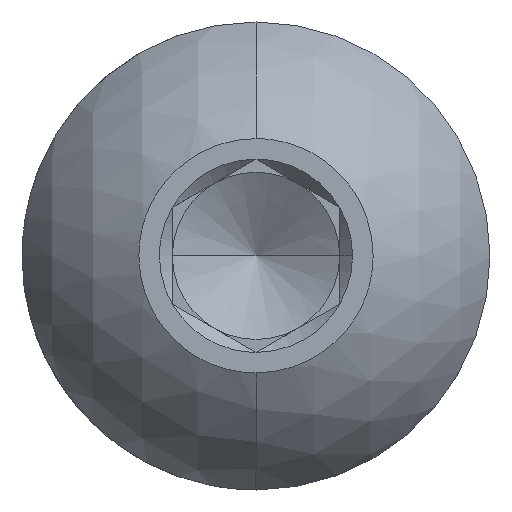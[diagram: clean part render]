
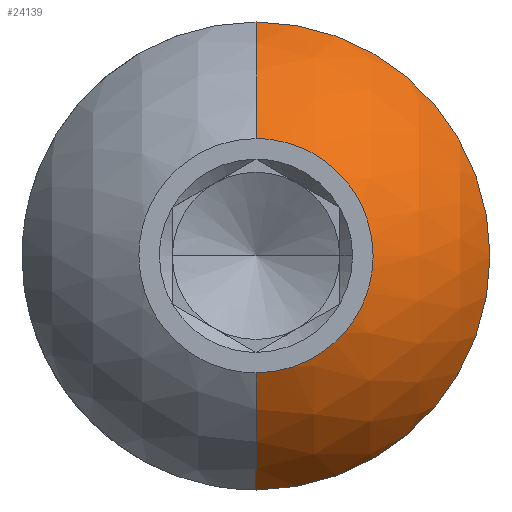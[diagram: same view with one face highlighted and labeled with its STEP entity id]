
A CAD part, top view. The second image highlights one B-rep face of the part: STEP entity #24139.
In plain terms, the highlighted spherical face has radius 6.1 mm.
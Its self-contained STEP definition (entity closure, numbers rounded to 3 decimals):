
#24012=AXIS2_PLACEMENT_3D('Circle Axis2P3D',#24010,#24011,$) ;
#24096=AXIS2_PLACEMENT_3D('Circle Axis2P3D',#24094,#24095,$) ;
#24110=AXIS2_PLACEMENT_3D('Sphere Axis2P3D',#24107,#24108,#24109) ;
#24114=AXIS2_PLACEMENT_3D('Circle Axis2P3D',#24112,#24113,$) ;
#24119=AXIS2_PLACEMENT_3D('Circle Axis2P3D',#24117,#24118,$) ;
#58=CARTESIAN_POINT('Vertex',(0.,2.778,17.551)) ;
#85=CARTESIAN_POINT('Vertex',(0.,-2.778,17.551)) ;
#89=CARTESIAN_POINT('Control Point',(0.,-2.778,17.551)) ;
#90=CARTESIAN_POINT('Control Point',(0.012,-2.778,17.551)) ;
#91=CARTESIAN_POINT('Control Point',(0.024,-2.778,17.551)) ;
#92=CARTESIAN_POINT('Control Point',(0.025,-2.778,17.551)) ;
#93=CARTESIAN_POINT('Control Point',(0.16,-2.776,17.551)) ;
#94=CARTESIAN_POINT('Control Point',(0.295,-2.767,17.551)) ;
#95=CARTESIAN_POINT('Control Point',(0.42,-2.751,17.551)) ;
#96=CARTESIAN_POINT('Control Point',(0.751,-2.688,17.551)) ;
#97=CARTESIAN_POINT('Control Point',(1.07,-2.577,17.551)) ;
#98=CARTESIAN_POINT('Control Point',(1.261,-2.489,17.551)) ;
#99=CARTESIAN_POINT('Control Point',(1.604,-2.29,17.551)) ;
#100=CARTESIAN_POINT('Control Point',(1.904,-2.036,17.551)) ;
#101=CARTESIAN_POINT('Control Point',(2.034,-1.906,17.551)) ;
#102=CARTESIAN_POINT('Control Point',(2.3,-1.592,17.551)) ;
#103=CARTESIAN_POINT('Control Point',(2.501,-1.24,17.551)) ;
#104=CARTESIAN_POINT('Control Point',(2.592,-1.035,17.551)) ;
#105=CARTESIAN_POINT('Control Point',(2.701,-0.706,17.551)) ;
#106=CARTESIAN_POINT('Control Point',(2.758,-0.368,17.551)) ;
#107=CARTESIAN_POINT('Control Point',(2.771,-0.245,17.551)) ;
#108=CARTESIAN_POINT('Control Point',(2.778,-0.123,17.551)) ;
#109=CARTESIAN_POINT('Control Point',(2.778,0.,17.551)) ;
#110=CARTESIAN_POINT('Vertex',(2.778,0.,17.551)) ;
#114=CARTESIAN_POINT('Control Point',(2.778,0.,17.551)) ;
#115=CARTESIAN_POINT('Control Point',(2.778,0.002,17.551)) ;
#116=CARTESIAN_POINT('Control Point',(2.778,0.004,17.551)) ;
#117=CARTESIAN_POINT('Control Point',(2.778,0.004,17.551)) ;
#118=CARTESIAN_POINT('Control Point',(2.778,0.217,17.551)) ;
#119=CARTESIAN_POINT('Control Point',(2.757,0.43,17.551)) ;
#120=CARTESIAN_POINT('Control Point',(2.716,0.64,17.551)) ;
#121=CARTESIAN_POINT('Control Point',(2.594,1.051,17.551)) ;
#122=CARTESIAN_POINT('Control Point',(2.393,1.436,17.551)) ;
#123=CARTESIAN_POINT('Control Point',(2.273,1.62,17.551)) ;
#124=CARTESIAN_POINT('Control Point',(2.02,1.934,17.551)) ;
#125=CARTESIAN_POINT('Control Point',(1.713,2.199,17.551)) ;
#126=CARTESIAN_POINT('Control Point',(1.564,2.307,17.551)) ;
#127=CARTESIAN_POINT('Control Point',(1.247,2.5,17.551)) ;
#128=CARTESIAN_POINT('Control Point',(0.901,2.638,17.551)) ;
#129=CARTESIAN_POINT('Control Point',(0.722,2.693,17.551)) ;
#130=CARTESIAN_POINT('Control Point',(0.469,2.747,17.551)) ;
#131=CARTESIAN_POINT('Control Point',(0.212,2.771,17.551)) ;
#132=CARTESIAN_POINT('Control Point',(0.141,2.776,17.551)) ;
#133=CARTESIAN_POINT('Control Point',(0.071,2.778,17.551)) ;
#134=CARTESIAN_POINT('Control Point',(0.,2.778,17.551)) ;
#24007=CARTESIAN_POINT('Vertex',(5.55,0.,14.652)) ;
#24010=CARTESIAN_POINT('Axis2P3D Location',(0.,0.,14.652)) ;
#24014=CARTESIAN_POINT('Vertex',(0.,-5.55,14.652)) ;
#24091=CARTESIAN_POINT('Vertex',(0.,5.55,14.652)) ;
#24094=CARTESIAN_POINT('Axis2P3D Location',(0.,0.,14.652)) ;
#24107=CARTESIAN_POINT('Axis2P3D Location',(0.,0.,12.121)) ;
#24112=CARTESIAN_POINT('Axis2P3D Location',(0.,0.,12.121)) ;
#24117=CARTESIAN_POINT('Axis2P3D Location',(0.,0.,12.121)) ;
#24011=DIRECTION('Axis2P3D Direction',(0.,-0.,1.)) ;
#24095=DIRECTION('Axis2P3D Direction',(0.,-0.,1.)) ;
#24108=DIRECTION('Axis2P3D Direction',(-1.,0.,0.)) ;
#24109=DIRECTION('Axis2P3D XDirection',(0.,0.,1.)) ;
#24113=DIRECTION('Axis2P3D Direction',(-1.,0.,0.)) ;
#24118=DIRECTION('Axis2P3D Direction',(-1.,0.,0.)) ;
#24132=ORIENTED_EDGE('',*,*,#24098,.T.) ;
#24133=ORIENTED_EDGE('',*,*,#24116,.T.) ;
#24134=ORIENTED_EDGE('',*,*,#135,.F.) ;
#24135=ORIENTED_EDGE('',*,*,#112,.F.) ;
#24136=ORIENTED_EDGE('',*,*,#24121,.F.) ;
#24137=ORIENTED_EDGE('',*,*,#24016,.T.) ;
#24139=ADVANCED_FACE('Revolve2',(#24138),#24111,.T.) ;
#88=B_SPLINE_CURVE_WITH_KNOTS('',5,(#89,#90,#91,#92,#93,#94,#95,#96,#97,#98,#99,#100,#101,#102,#103,#104,#105,#106,#107,#108,#109),.UNSPECIFIED.,.F.,.U.,(6,3,3,3,3,3,6),(0.,0.06,0.953,2.436,3.746,5.385,6.308),.UNSPECIFIED.) ;
#113=B_SPLINE_CURVE_WITH_KNOTS('',5,(#114,#115,#116,#117,#118,#119,#120,#121,#122,#123,#124,#125,#126,#127,#128,#129,#130,#131,#132,#133,#134),.UNSPECIFIED.,.F.,.U.,(6,3,3,3,3,3,6),(0.,0.011,1.601,3.185,4.487,5.808,6.308),.UNSPECIFIED.) ;
#24013=CIRCLE('generated circle',#24012,5.55) ;
#24097=CIRCLE('generated circle',#24096,5.55) ;
#24115=CIRCLE('generated circle',#24114,6.1) ;
#24120=CIRCLE('generated circle',#24119,6.1) ;
#112=EDGE_CURVE('',#86,#111,#88,.T.) ;
#135=EDGE_CURVE('',#111,#59,#113,.T.) ;
#24016=EDGE_CURVE('',#24015,#24008,#24013,.T.) ;
#24098=EDGE_CURVE('',#24008,#24092,#24097,.T.) ;
#24116=EDGE_CURVE('',#24092,#59,#24115,.F.) ;
#24121=EDGE_CURVE('',#24015,#86,#24120,.T.) ;
#24131=EDGE_LOOP('',(#24132,#24133,#24134,#24135,#24136,#24137)) ;
#24138=FACE_OUTER_BOUND('',#24131,.T.) ;
#24111=SPHERICAL_SURFACE('',#24110,6.1) ;
#59=VERTEX_POINT('',#58) ;
#86=VERTEX_POINT('',#85) ;
#111=VERTEX_POINT('',#110) ;
#24008=VERTEX_POINT('',#24007) ;
#24015=VERTEX_POINT('',#24014) ;
#24092=VERTEX_POINT('',#24091) ;
